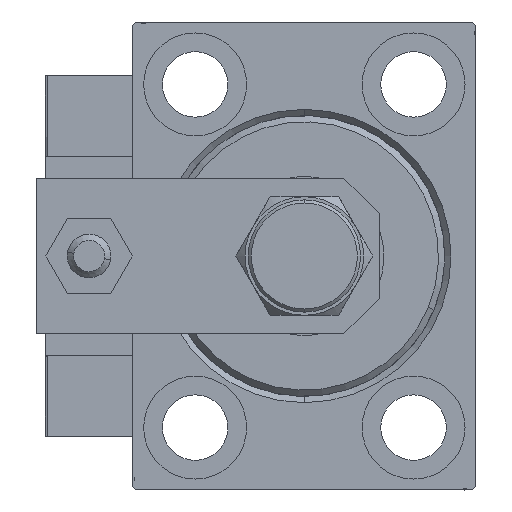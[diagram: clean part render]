
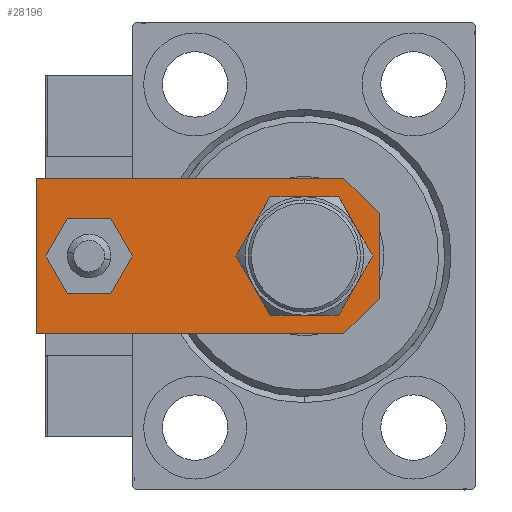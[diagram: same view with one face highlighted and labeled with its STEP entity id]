
A CAD part, left-side view. The second image highlights one B-rep face of the part: STEP entity #28196.
In plain terms, the highlighted face is planar.
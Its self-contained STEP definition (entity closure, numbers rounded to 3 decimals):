
#737 = EDGE_LOOP ( 'NONE', ( #48356, #25625, #32631, #2393, #42123, #48533 ) ) ;
#1546 = DIRECTION ( 'NONE',  ( 1., 0., 0. ) ) ;
#2393 = ORIENTED_EDGE ( 'NONE', *, *, #36405, .T. ) ;
#3758 = CIRCLE ( 'NONE', #50619, 4. ) ;
#3938 = EDGE_CURVE ( 'NONE', #17140, #42891, #21884, .T. ) ;
#4145 = VERTEX_POINT ( 'NONE', #42837 ) ;
#4518 = CARTESIAN_POINT ( 'NONE',  ( 0., 46.5, 6. ) ) ;
#4667 = ORIENTED_EDGE ( 'NONE', *, *, #42607, .F. ) ;
#5635 = CARTESIAN_POINT ( 'NONE',  ( 12.5, 55., 6. ) ) ;
#6194 = CARTESIAN_POINT ( 'NONE',  ( -12.5, 55., 6. ) ) ;
#6594 = EDGE_CURVE ( 'NONE', #24178, #23580, #29819, .T. ) ;
#7413 = DIRECTION ( 'NONE',  ( 1., 0., 0. ) ) ;
#7531 = EDGE_CURVE ( 'NONE', #23580, #4145, #42129, .T. ) ;
#7587 = DIRECTION ( 'NONE',  ( 0., 0., 1. ) ) ;
#8234 = DIRECTION ( 'NONE',  ( 0., 0., 1. ) ) ;
#9148 = VERTEX_POINT ( 'NONE', #34690 ) ;
#10165 = DIRECTION ( 'NONE',  ( 0., 0., 1. ) ) ;
#10852 = DIRECTION ( 'NONE',  ( 0., 0., 1. ) ) ;
#11069 = VECTOR ( 'NONE', #11717, 1000. ) ;
#11156 = DIRECTION ( 'NONE',  ( 1., 0., 0. ) ) ;
#11717 = DIRECTION ( 'NONE',  ( 0.707, 0.707, 0. ) ) ;
#11768 = CARTESIAN_POINT ( 'NONE',  ( -12.5, 5.66, 6. ) ) ;
#12221 = AXIS2_PLACEMENT_3D ( 'NONE', #4518, #20521, #48542 ) ;
#12523 = CARTESIAN_POINT ( 'NONE',  ( 8.25, 12., 6. ) ) ;
#12980 = CARTESIAN_POINT ( 'NONE',  ( -6.84, 0., 6. ) ) ;
#13306 = VECTOR ( 'NONE', #32778, 1000. ) ;
#13511 = ORIENTED_EDGE ( 'NONE', *, *, #15029, .F. ) ;
#13815 = DIRECTION ( 'NONE',  ( 0., -1., 0. ) ) ;
#13949 = VERTEX_POINT ( 'NONE', #48574 ) ;
#14095 = VERTEX_POINT ( 'NONE', #14780 ) ;
#14780 = CARTESIAN_POINT ( 'NONE',  ( -8.25, 12., 6. ) ) ;
#15029 = EDGE_CURVE ( 'NONE', #23366, #14095, #22065, .T. ) ;
#16404 = LINE ( 'NONE', #24266, #11069 ) ;
#17140 = VERTEX_POINT ( 'NONE', #40457 ) ;
#18485 = CARTESIAN_POINT ( 'NONE',  ( 12.5, 0., 6. ) ) ;
#20423 = CARTESIAN_POINT ( 'NONE',  ( 0., 0., 6. ) ) ;
#20521 = DIRECTION ( 'NONE',  ( 0., 0., 1. ) ) ;
#21884 = LINE ( 'NONE', #5635, #49183 ) ;
#22065 = CIRCLE ( 'NONE', #49665, 8.25 ) ;
#23330 = FACE_BOUND ( 'NONE', #35605, .T. ) ;
#23366 = VERTEX_POINT ( 'NONE', #12523 ) ;
#23579 = DIRECTION ( 'NONE',  ( 1., 0., 0. ) ) ;
#23580 = VERTEX_POINT ( 'NONE', #12980 ) ;
#23878 = EDGE_CURVE ( 'NONE', #13949, #9148, #26472, .T. ) ;
#23916 = VERTEX_POINT ( 'NONE', #32301 ) ;
#24178 = VERTEX_POINT ( 'NONE', #11768 ) ;
#24266 = CARTESIAN_POINT ( 'NONE',  ( 3.42, -3.42, 6. ) ) ;
#25625 = ORIENTED_EDGE ( 'NONE', *, *, #6594, .T. ) ;
#26134 = ORIENTED_EDGE ( 'NONE', *, *, #23878, .F. ) ;
#26472 = CIRCLE ( 'NONE', #12221, 4. ) ;
#27137 = EDGE_CURVE ( 'NONE', #14095, #23366, #49169, .T. ) ;
#28196 = ADVANCED_FACE ( 'NONE', ( #23330, #28278, #40321 ), #40066, .T. ) ;
#28278 = FACE_OUTER_BOUND ( 'NONE', #737, .T. ) ;
#29743 = DIRECTION ( 'NONE',  ( 0., 1., 0. ) ) ;
#29819 = LINE ( 'NONE', #37167, #46641 ) ;
#30007 = LINE ( 'NONE', #18485, #33686 ) ;
#30613 = CARTESIAN_POINT ( 'NONE',  ( -12.5, 55., 6. ) ) ;
#31069 = CARTESIAN_POINT ( 'NONE',  ( 0., 46.5, 6. ) ) ;
#32301 = CARTESIAN_POINT ( 'NONE',  ( 12.5, 5.66, 6. ) ) ;
#32631 = ORIENTED_EDGE ( 'NONE', *, *, #7531, .T. ) ;
#32778 = DIRECTION ( 'NONE',  ( 1., 0., 0. ) ) ;
#33214 = LINE ( 'NONE', #6194, #35490 ) ;
#33686 = VECTOR ( 'NONE', #29743, 1000. ) ;
#34283 = CARTESIAN_POINT ( 'NONE',  ( -12.5, 0., 6. ) ) ;
#34690 = CARTESIAN_POINT ( 'NONE',  ( 4., 46.5, 6. ) ) ;
#35490 = VECTOR ( 'NONE', #13815, 1000. ) ;
#35605 = EDGE_LOOP ( 'NONE', ( #26134, #4667 ) ) ;
#36405 = EDGE_CURVE ( 'NONE', #4145, #23916, #16404, .T. ) ;
#37167 = CARTESIAN_POINT ( 'NONE',  ( -3.42, -3.42, 6. ) ) ;
#37434 = CARTESIAN_POINT ( 'NONE',  ( 0., 12., 6. ) ) ;
#37617 = EDGE_CURVE ( 'NONE', #23916, #17140, #30007, .T. ) ;
#37685 = DIRECTION ( 'NONE',  ( 0.707, -0.707, 0. ) ) ;
#37857 = DIRECTION ( 'NONE',  ( -1., 0., 0. ) ) ;
#40066 = PLANE ( 'NONE',  #45029 ) ;
#40321 = FACE_BOUND ( 'NONE', #44927, .T. ) ;
#40457 = CARTESIAN_POINT ( 'NONE',  ( 12.5, 55., 6. ) ) ;
#40805 = EDGE_CURVE ( 'NONE', #42891, #24178, #33214, .T. ) ;
#42123 = ORIENTED_EDGE ( 'NONE', *, *, #37617, .T. ) ;
#42129 = LINE ( 'NONE', #34283, #13306 ) ;
#42607 = EDGE_CURVE ( 'NONE', #9148, #13949, #3758, .T. ) ;
#42837 = CARTESIAN_POINT ( 'NONE',  ( 6.84, 0., 6. ) ) ;
#42891 = VERTEX_POINT ( 'NONE', #30613 ) ;
#43321 = CARTESIAN_POINT ( 'NONE',  ( 0., 12., 6. ) ) ;
#43582 = ORIENTED_EDGE ( 'NONE', *, *, #27137, .F. ) ;
#44158 = AXIS2_PLACEMENT_3D ( 'NONE', #37434, #10165, #1546 ) ;
#44927 = EDGE_LOOP ( 'NONE', ( #43582, #13511 ) ) ;
#45029 = AXIS2_PLACEMENT_3D ( 'NONE', #20423, #7587, #23579 ) ;
#46641 = VECTOR ( 'NONE', #37685, 1000. ) ;
#48356 = ORIENTED_EDGE ( 'NONE', *, *, #40805, .T. ) ;
#48533 = ORIENTED_EDGE ( 'NONE', *, *, #3938, .T. ) ;
#48542 = DIRECTION ( 'NONE',  ( 1., 0., 0. ) ) ;
#48574 = CARTESIAN_POINT ( 'NONE',  ( -4., 46.5, 6. ) ) ;
#49169 = CIRCLE ( 'NONE', #44158, 8.25 ) ;
#49183 = VECTOR ( 'NONE', #37857, 1000. ) ;
#49665 = AXIS2_PLACEMENT_3D ( 'NONE', #43321, #10852, #7413 ) ;
#50619 = AXIS2_PLACEMENT_3D ( 'NONE', #31069, #8234, #11156 ) ;
